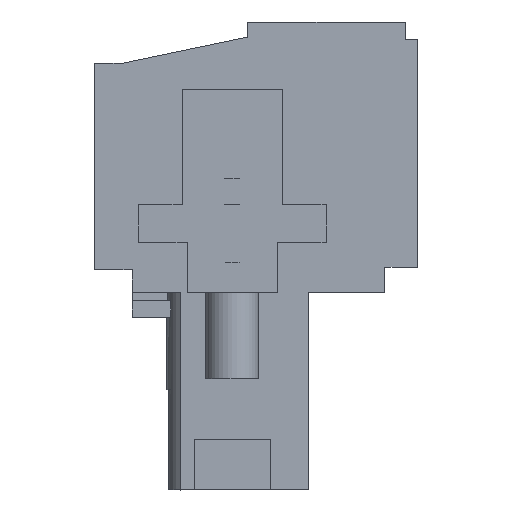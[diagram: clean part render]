
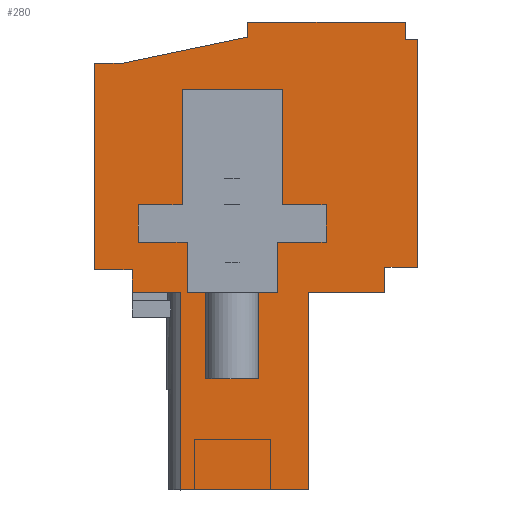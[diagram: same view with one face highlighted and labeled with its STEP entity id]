
A CAD part, left-side view. The second image highlights one B-rep face of the part: STEP entity #280.
In plain terms, the highlighted planar face has unit normal (-1, 0, 0).
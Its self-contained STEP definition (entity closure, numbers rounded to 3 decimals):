
#34=AXIS2_PLACEMENT_3D('Plane Axis2P3D',#31,#32,#33) ;
#31=CARTESIAN_POINT('Axis2P3D Location',(3.5,0.,0.)) ;
#36=CARTESIAN_POINT('Line Origine',(3.5,9.462,3.95)) ;
#40=CARTESIAN_POINT('Vertex',(3.5,9.462,7.9)) ;
#42=CARTESIAN_POINT('Vertex',(3.5,9.462,0.)) ;
#45=CARTESIAN_POINT('Line Origine',(3.5,6.906,0.)) ;
#49=CARTESIAN_POINT('Vertex',(3.5,4.35,0.)) ;
#52=CARTESIAN_POINT('Line Origine',(3.5,4.35,3.95)) ;
#56=CARTESIAN_POINT('Vertex',(3.5,4.35,7.9)) ;
#59=CARTESIAN_POINT('Line Origine',(3.5,2.825,7.9)) ;
#63=CARTESIAN_POINT('Vertex',(3.5,1.3,7.9)) ;
#66=CARTESIAN_POINT('Line Origine',(3.5,1.3,8.4)) ;
#70=CARTESIAN_POINT('Vertex',(3.5,1.3,8.9)) ;
#73=CARTESIAN_POINT('Line Origine',(3.5,0.65,8.9)) ;
#77=CARTESIAN_POINT('Vertex',(3.5,0.,8.9)) ;
#80=CARTESIAN_POINT('Line Origine',(3.5,0.,13.45)) ;
#84=CARTESIAN_POINT('Vertex',(3.5,0.,18.)) ;
#87=CARTESIAN_POINT('Line Origine',(3.5,0.241,18.)) ;
#91=CARTESIAN_POINT('Vertex',(3.5,0.481,18.)) ;
#94=CARTESIAN_POINT('Line Origine',(3.5,0.481,18.35)) ;
#98=CARTESIAN_POINT('Vertex',(3.5,0.481,18.7)) ;
#101=CARTESIAN_POINT('Line Origine',(3.5,3.631,18.7)) ;
#105=CARTESIAN_POINT('Vertex',(3.5,6.781,18.7)) ;
#108=CARTESIAN_POINT('Line Origine',(3.5,6.781,18.4)) ;
#112=CARTESIAN_POINT('Vertex',(3.5,6.781,18.1)) ;
#115=CARTESIAN_POINT('Line Origine',(3.5,9.289,17.575)) ;
#119=CARTESIAN_POINT('Vertex',(3.5,11.797,17.05)) ;
#122=CARTESIAN_POINT('Line Origine',(3.5,12.348,17.05)) ;
#126=CARTESIAN_POINT('Vertex',(3.5,12.9,17.05)) ;
#129=CARTESIAN_POINT('Line Origine',(3.5,12.9,12.925)) ;
#133=CARTESIAN_POINT('Vertex',(3.5,12.9,8.8)) ;
#136=CARTESIAN_POINT('Line Origine',(3.5,12.15,8.8)) ;
#140=CARTESIAN_POINT('Vertex',(3.5,11.4,8.8)) ;
#143=CARTESIAN_POINT('Line Origine',(3.5,11.4,8.35)) ;
#147=CARTESIAN_POINT('Vertex',(3.5,11.4,7.9)) ;
#150=CARTESIAN_POINT('Line Origine',(3.5,10.431,7.9)) ;
#174=CARTESIAN_POINT('Line Origine',(3.5,5.4,13.7)) ;
#178=CARTESIAN_POINT('Vertex',(3.5,5.4,16.)) ;
#180=CARTESIAN_POINT('Vertex',(3.5,5.4,11.4)) ;
#183=CARTESIAN_POINT('Line Origine',(3.5,4.525,11.4)) ;
#187=CARTESIAN_POINT('Vertex',(3.5,3.65,11.4)) ;
#190=CARTESIAN_POINT('Line Origine',(3.5,3.65,10.65)) ;
#194=CARTESIAN_POINT('Vertex',(3.5,3.65,9.9)) ;
#197=CARTESIAN_POINT('Line Origine',(3.5,4.625,9.9)) ;
#201=CARTESIAN_POINT('Vertex',(3.5,5.6,9.9)) ;
#204=CARTESIAN_POINT('Line Origine',(3.5,5.6,8.9)) ;
#208=CARTESIAN_POINT('Vertex',(3.5,5.6,7.9)) ;
#211=CARTESIAN_POINT('Line Origine',(3.5,6.5,7.9)) ;
#215=CARTESIAN_POINT('Vertex',(3.5,7.4,7.9)) ;
#218=CARTESIAN_POINT('Line Origine',(3.5,8.3,7.9)) ;
#222=CARTESIAN_POINT('Vertex',(3.5,9.2,7.9)) ;
#225=CARTESIAN_POINT('Line Origine',(3.5,9.2,8.9)) ;
#229=CARTESIAN_POINT('Vertex',(3.5,9.2,9.9)) ;
#232=CARTESIAN_POINT('Line Origine',(3.5,10.175,9.9)) ;
#236=CARTESIAN_POINT('Vertex',(3.5,11.15,9.9)) ;
#239=CARTESIAN_POINT('Line Origine',(3.5,11.15,10.65)) ;
#243=CARTESIAN_POINT('Vertex',(3.5,11.15,11.4)) ;
#246=CARTESIAN_POINT('Line Origine',(3.5,10.275,11.4)) ;
#250=CARTESIAN_POINT('Vertex',(3.5,9.4,11.4)) ;
#253=CARTESIAN_POINT('Line Origine',(3.5,9.4,13.7)) ;
#257=CARTESIAN_POINT('Vertex',(3.5,9.4,16.)) ;
#260=CARTESIAN_POINT('Line Origine',(3.5,7.4,16.)) ;
#32=DIRECTION('Axis2P3D Direction',(-1.,0.,0.)) ;
#33=DIRECTION('Axis2P3D XDirection',(0.,0.,1.)) ;
#37=DIRECTION('Vector Direction',(0.,0.,-1.)) ;
#46=DIRECTION('Vector Direction',(0.,-1.,0.)) ;
#53=DIRECTION('Vector Direction',(0.,0.,1.)) ;
#60=DIRECTION('Vector Direction',(0.,1.,0.)) ;
#67=DIRECTION('Vector Direction',(0.,0.,-1.)) ;
#74=DIRECTION('Vector Direction',(0.,1.,0.)) ;
#81=DIRECTION('Vector Direction',(0.,0.,-1.)) ;
#88=DIRECTION('Vector Direction',(0.,-1.,0.)) ;
#95=DIRECTION('Vector Direction',(0.,0.,1.)) ;
#102=DIRECTION('Vector Direction',(0.,1.,0.)) ;
#109=DIRECTION('Vector Direction',(0.,0.,-1.)) ;
#116=DIRECTION('Vector Direction',(0.,0.979,-0.205)) ;
#123=DIRECTION('Vector Direction',(0.,-1.,0.)) ;
#130=DIRECTION('Vector Direction',(0.,0.,1.)) ;
#137=DIRECTION('Vector Direction',(0.,1.,0.)) ;
#144=DIRECTION('Vector Direction',(0.,0.,1.)) ;
#151=DIRECTION('Vector Direction',(0.,1.,0.)) ;
#175=DIRECTION('Vector Direction',(0.,0.,-1.)) ;
#184=DIRECTION('Vector Direction',(0.,-1.,0.)) ;
#191=DIRECTION('Vector Direction',(0.,0.,-1.)) ;
#198=DIRECTION('Vector Direction',(0.,1.,0.)) ;
#205=DIRECTION('Vector Direction',(0.,0.,-1.)) ;
#212=DIRECTION('Vector Direction',(0.,1.,0.)) ;
#219=DIRECTION('Vector Direction',(0.,1.,0.)) ;
#226=DIRECTION('Vector Direction',(0.,0.,1.)) ;
#233=DIRECTION('Vector Direction',(0.,1.,0.)) ;
#240=DIRECTION('Vector Direction',(0.,0.,1.)) ;
#247=DIRECTION('Vector Direction',(0.,-1.,0.)) ;
#254=DIRECTION('Vector Direction',(0.,0.,1.)) ;
#261=DIRECTION('Vector Direction',(0.,-1.,0.)) ;
#38=VECTOR('Line Direction',#37,1.) ;
#47=VECTOR('Line Direction',#46,1.) ;
#54=VECTOR('Line Direction',#53,1.) ;
#61=VECTOR('Line Direction',#60,1.) ;
#68=VECTOR('Line Direction',#67,1.) ;
#75=VECTOR('Line Direction',#74,1.) ;
#82=VECTOR('Line Direction',#81,1.) ;
#89=VECTOR('Line Direction',#88,1.) ;
#96=VECTOR('Line Direction',#95,1.) ;
#103=VECTOR('Line Direction',#102,1.) ;
#110=VECTOR('Line Direction',#109,1.) ;
#117=VECTOR('Line Direction',#116,1.) ;
#124=VECTOR('Line Direction',#123,1.) ;
#131=VECTOR('Line Direction',#130,1.) ;
#138=VECTOR('Line Direction',#137,1.) ;
#145=VECTOR('Line Direction',#144,1.) ;
#152=VECTOR('Line Direction',#151,1.) ;
#176=VECTOR('Line Direction',#175,1.) ;
#185=VECTOR('Line Direction',#184,1.) ;
#192=VECTOR('Line Direction',#191,1.) ;
#199=VECTOR('Line Direction',#198,1.) ;
#206=VECTOR('Line Direction',#205,1.) ;
#213=VECTOR('Line Direction',#212,1.) ;
#220=VECTOR('Line Direction',#219,1.) ;
#227=VECTOR('Line Direction',#226,1.) ;
#234=VECTOR('Line Direction',#233,1.) ;
#241=VECTOR('Line Direction',#240,1.) ;
#248=VECTOR('Line Direction',#247,1.) ;
#255=VECTOR('Line Direction',#254,1.) ;
#262=VECTOR('Line Direction',#261,1.) ;
#156=ORIENTED_EDGE('',*,*,#44,.T.) ;
#157=ORIENTED_EDGE('',*,*,#51,.T.) ;
#158=ORIENTED_EDGE('',*,*,#58,.T.) ;
#159=ORIENTED_EDGE('',*,*,#65,.T.) ;
#160=ORIENTED_EDGE('',*,*,#72,.T.) ;
#161=ORIENTED_EDGE('',*,*,#79,.T.) ;
#162=ORIENTED_EDGE('',*,*,#86,.T.) ;
#163=ORIENTED_EDGE('',*,*,#93,.T.) ;
#164=ORIENTED_EDGE('',*,*,#100,.T.) ;
#165=ORIENTED_EDGE('',*,*,#107,.T.) ;
#166=ORIENTED_EDGE('',*,*,#114,.T.) ;
#167=ORIENTED_EDGE('',*,*,#121,.T.) ;
#168=ORIENTED_EDGE('',*,*,#128,.T.) ;
#169=ORIENTED_EDGE('',*,*,#135,.T.) ;
#170=ORIENTED_EDGE('',*,*,#142,.T.) ;
#171=ORIENTED_EDGE('',*,*,#149,.T.) ;
#172=ORIENTED_EDGE('',*,*,#154,.T.) ;
#266=ORIENTED_EDGE('',*,*,#182,.T.) ;
#267=ORIENTED_EDGE('',*,*,#189,.T.) ;
#268=ORIENTED_EDGE('',*,*,#196,.T.) ;
#269=ORIENTED_EDGE('',*,*,#203,.T.) ;
#270=ORIENTED_EDGE('',*,*,#210,.T.) ;
#271=ORIENTED_EDGE('',*,*,#217,.T.) ;
#272=ORIENTED_EDGE('',*,*,#224,.T.) ;
#273=ORIENTED_EDGE('',*,*,#231,.T.) ;
#274=ORIENTED_EDGE('',*,*,#238,.T.) ;
#275=ORIENTED_EDGE('',*,*,#245,.T.) ;
#276=ORIENTED_EDGE('',*,*,#252,.T.) ;
#277=ORIENTED_EDGE('',*,*,#259,.T.) ;
#278=ORIENTED_EDGE('',*,*,#264,.T.) ;
#279=FACE_BOUND('',#265,.T.) ;
#280=ADVANCED_FACE('HOUSING',(#173,#279),#35,.T.) ;
#44=EDGE_CURVE('',#41,#43,#39,.T.) ;
#51=EDGE_CURVE('',#43,#50,#48,.T.) ;
#58=EDGE_CURVE('',#50,#57,#55,.T.) ;
#65=EDGE_CURVE('',#57,#64,#62,.F.) ;
#72=EDGE_CURVE('',#64,#71,#69,.F.) ;
#79=EDGE_CURVE('',#71,#78,#76,.F.) ;
#86=EDGE_CURVE('',#78,#85,#83,.F.) ;
#93=EDGE_CURVE('',#85,#92,#90,.F.) ;
#100=EDGE_CURVE('',#92,#99,#97,.T.) ;
#107=EDGE_CURVE('',#99,#106,#104,.T.) ;
#114=EDGE_CURVE('',#106,#113,#111,.T.) ;
#121=EDGE_CURVE('',#113,#120,#118,.T.) ;
#128=EDGE_CURVE('',#120,#127,#125,.F.) ;
#135=EDGE_CURVE('',#127,#134,#132,.F.) ;
#142=EDGE_CURVE('',#134,#141,#139,.F.) ;
#149=EDGE_CURVE('',#141,#148,#146,.F.) ;
#154=EDGE_CURVE('',#148,#41,#153,.F.) ;
#182=EDGE_CURVE('',#179,#181,#177,.T.) ;
#189=EDGE_CURVE('',#181,#188,#186,.T.) ;
#196=EDGE_CURVE('',#188,#195,#193,.T.) ;
#203=EDGE_CURVE('',#195,#202,#200,.T.) ;
#210=EDGE_CURVE('',#202,#209,#207,.T.) ;
#217=EDGE_CURVE('',#209,#216,#214,.T.) ;
#224=EDGE_CURVE('',#216,#223,#221,.T.) ;
#231=EDGE_CURVE('',#223,#230,#228,.T.) ;
#238=EDGE_CURVE('',#230,#237,#235,.T.) ;
#245=EDGE_CURVE('',#237,#244,#242,.T.) ;
#252=EDGE_CURVE('',#244,#251,#249,.T.) ;
#259=EDGE_CURVE('',#251,#258,#256,.T.) ;
#264=EDGE_CURVE('',#258,#179,#263,.T.) ;
#155=EDGE_LOOP('',(#156,#157,#158,#159,#160,#161,#162,#163,#164,#165,#166,#167,#168,#169,#170,#171,#172)) ;
#265=EDGE_LOOP('',(#266,#267,#268,#269,#270,#271,#272,#273,#274,#275,#276,#277,#278)) ;
#173=FACE_OUTER_BOUND('',#155,.T.) ;
#39=LINE('Line',#36,#38) ;
#48=LINE('Line',#45,#47) ;
#55=LINE('Line',#52,#54) ;
#62=LINE('Line',#59,#61) ;
#69=LINE('Line',#66,#68) ;
#76=LINE('Line',#73,#75) ;
#83=LINE('Line',#80,#82) ;
#90=LINE('Line',#87,#89) ;
#97=LINE('Line',#94,#96) ;
#104=LINE('Line',#101,#103) ;
#111=LINE('Line',#108,#110) ;
#118=LINE('Line',#115,#117) ;
#125=LINE('Line',#122,#124) ;
#132=LINE('Line',#129,#131) ;
#139=LINE('Line',#136,#138) ;
#146=LINE('Line',#143,#145) ;
#153=LINE('Line',#150,#152) ;
#177=LINE('Line',#174,#176) ;
#186=LINE('Line',#183,#185) ;
#193=LINE('Line',#190,#192) ;
#200=LINE('Line',#197,#199) ;
#207=LINE('Line',#204,#206) ;
#214=LINE('Line',#211,#213) ;
#221=LINE('Line',#218,#220) ;
#228=LINE('Line',#225,#227) ;
#235=LINE('Line',#232,#234) ;
#242=LINE('Line',#239,#241) ;
#249=LINE('Line',#246,#248) ;
#256=LINE('Line',#253,#255) ;
#263=LINE('Line',#260,#262) ;
#35=PLANE('',#34) ;
#41=VERTEX_POINT('',#40) ;
#43=VERTEX_POINT('',#42) ;
#50=VERTEX_POINT('',#49) ;
#57=VERTEX_POINT('',#56) ;
#64=VERTEX_POINT('',#63) ;
#71=VERTEX_POINT('',#70) ;
#78=VERTEX_POINT('',#77) ;
#85=VERTEX_POINT('',#84) ;
#92=VERTEX_POINT('',#91) ;
#99=VERTEX_POINT('',#98) ;
#106=VERTEX_POINT('',#105) ;
#113=VERTEX_POINT('',#112) ;
#120=VERTEX_POINT('',#119) ;
#127=VERTEX_POINT('',#126) ;
#134=VERTEX_POINT('',#133) ;
#141=VERTEX_POINT('',#140) ;
#148=VERTEX_POINT('',#147) ;
#179=VERTEX_POINT('',#178) ;
#181=VERTEX_POINT('',#180) ;
#188=VERTEX_POINT('',#187) ;
#195=VERTEX_POINT('',#194) ;
#202=VERTEX_POINT('',#201) ;
#209=VERTEX_POINT('',#208) ;
#216=VERTEX_POINT('',#215) ;
#223=VERTEX_POINT('',#222) ;
#230=VERTEX_POINT('',#229) ;
#237=VERTEX_POINT('',#236) ;
#244=VERTEX_POINT('',#243) ;
#251=VERTEX_POINT('',#250) ;
#258=VERTEX_POINT('',#257) ;
